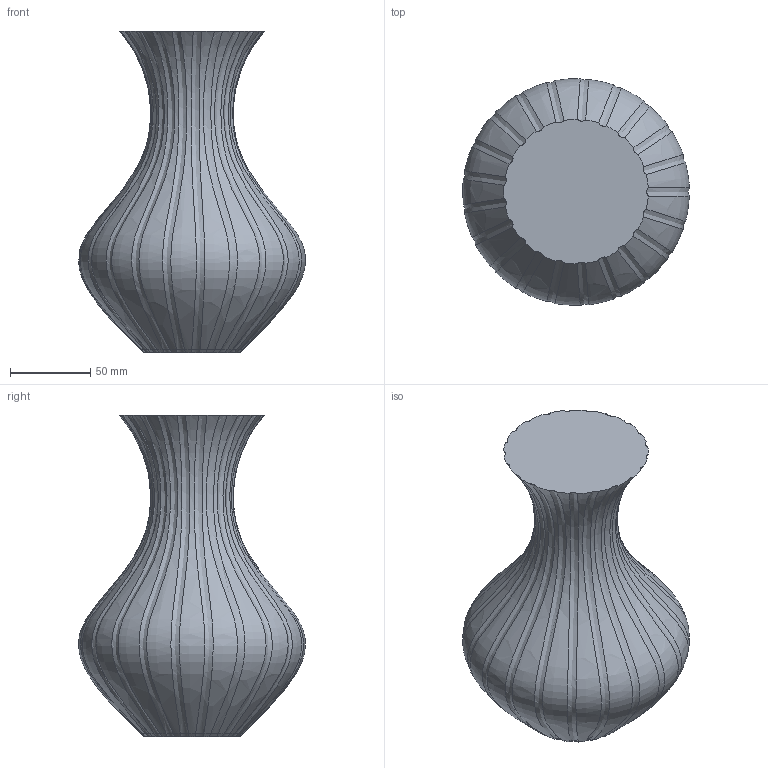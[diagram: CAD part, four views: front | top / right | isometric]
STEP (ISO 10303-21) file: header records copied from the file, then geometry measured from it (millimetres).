
FILE_DESCRIPTION(('FreeCAD Model'),'2;1');
FILE_NAME('Open CASCADE Shape Model','2025-10-11T19:40:27',(''),(''), 'Open CASCADE STEP processor 7.8','FreeCAD','Unknown');
FILE_SCHEMA(('AUTOMOTIVE_DESIGN { 1 0 10303 214 1 1 1 1 }'));
Products named in the file (1): Body
Bounding box: 141.1 x 141.12 x 200 mm (x, y, z)
Volume: 1392016.2 mm3; surface area: 75729.8 mm2
Topology: 1 solids, 1 shells, 107 faces, 273 edges, 168 vertices
Faces by surface type: extrusion 42, cone 21, revolution 21, bspline 21, plane 2
Entity records: 36573 total; most frequent: CARTESIAN_POINT 31866, DIRECTION 615, ORIENTED_EDGE 546, PCURVE 546, DEFINITIONAL_REPRESENTATION 546, B_SPLINE_CURVE_WITH_KNOTS 504, EDGE_CURVE 273, SURFACE_CURVE 273
